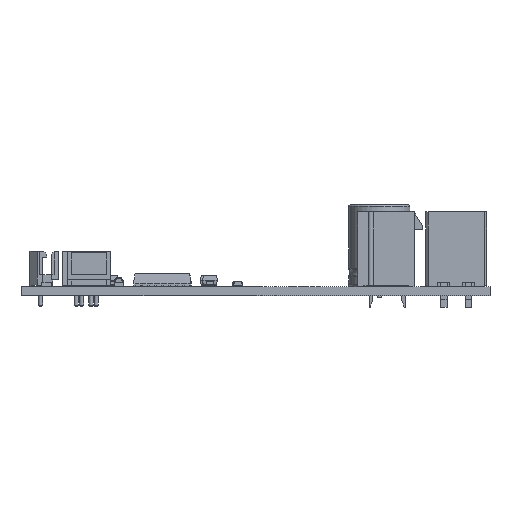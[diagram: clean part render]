
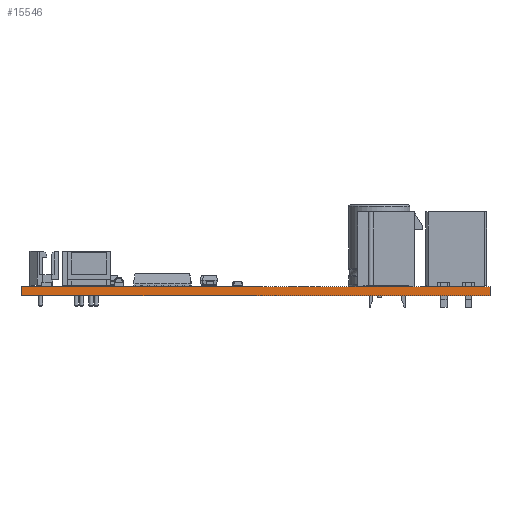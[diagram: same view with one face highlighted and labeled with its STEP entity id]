
A CAD part, left-side view. The second image highlights one B-rep face of the part: STEP entity #15546.
In plain terms, the highlighted planar face has unit normal (-1, 0, 0).
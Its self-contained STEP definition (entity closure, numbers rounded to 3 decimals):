
#510=PLANE('',#16734);
#1212=FACE_OUTER_BOUND('',#2026,.T.);
#2026=EDGE_LOOP('',(#10845,#10846,#10847,#10848));
#3068=LINE('',#22693,#4792);
#3076=LINE('',#22708,#4800);
#3077=LINE('',#22710,#4801);
#3078=LINE('',#22711,#4802);
#4792=VECTOR('',#18442,10.);
#4800=VECTOR('',#18454,10.);
#4801=VECTOR('',#18457,10.);
#4802=VECTOR('',#18458,10.);
#7042=VERTEX_POINT('',#22690);
#7043=VERTEX_POINT('',#22692);
#7047=VERTEX_POINT('',#22704);
#7048=VERTEX_POINT('',#22706);
#8568=EDGE_CURVE('',#7042,#7043,#3068,.T.);
#8576=EDGE_CURVE('',#7047,#7048,#3076,.T.);
#8577=EDGE_CURVE('',#7042,#7047,#3077,.T.);
#8578=EDGE_CURVE('',#7043,#7048,#3078,.T.);
#10845=ORIENTED_EDGE('',*,*,#8577,.T.);
#10846=ORIENTED_EDGE('',*,*,#8576,.T.);
#10847=ORIENTED_EDGE('',*,*,#8578,.F.);
#10848=ORIENTED_EDGE('',*,*,#8568,.F.);
#15546=ADVANCED_FACE('',(#1212),#510,.T.);
#16734=AXIS2_PLACEMENT_3D('',#22709,#18455,#18456);
#18442=DIRECTION('',(0.,0.,1.));
#18454=DIRECTION('',(0.,0.,1.));
#18455=DIRECTION('center_axis',(-1.,0.,0.));
#18456=DIRECTION('ref_axis',(0.,-1.,0.));
#18457=DIRECTION('',(0.,-1.,0.));
#18458=DIRECTION('',(0.,-1.,0.));
#22690=CARTESIAN_POINT('',(0.,80.01,0.));
#22692=CARTESIAN_POINT('',(0.,80.01,1.57));
#22693=CARTESIAN_POINT('',(0.,80.01,0.));
#22704=CARTESIAN_POINT('',(0.,0.,0.));
#22706=CARTESIAN_POINT('',(0.,0.,1.57));
#22708=CARTESIAN_POINT('',(0.,0.,0.));
#22709=CARTESIAN_POINT('Origin',(0.,80.01,0.));
#22710=CARTESIAN_POINT('',(0.,80.01,0.));
#22711=CARTESIAN_POINT('',(0.,80.01,1.57));
